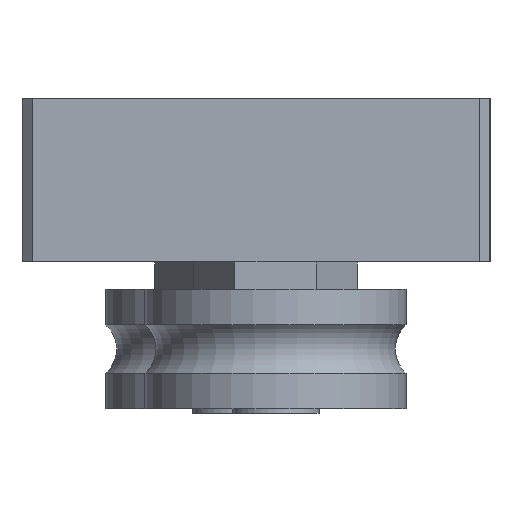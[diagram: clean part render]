
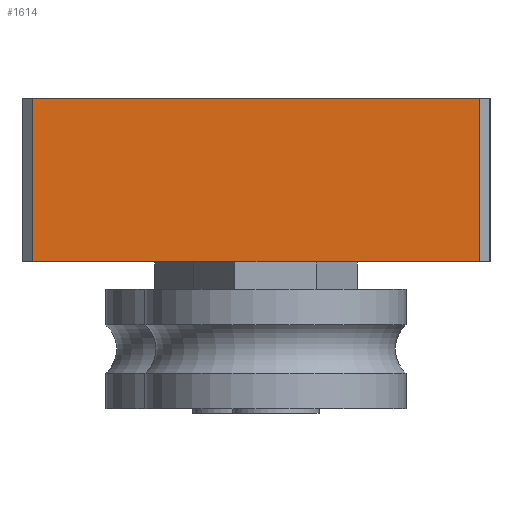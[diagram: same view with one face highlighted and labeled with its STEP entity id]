
A CAD part, left-side view. The second image highlights one B-rep face of the part: STEP entity #1614.
In plain terms, the highlighted planar face has unit normal (-1, 0, 0).
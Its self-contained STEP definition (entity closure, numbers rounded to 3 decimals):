
#290=FACE_OUTER_BOUND('',#394,.T.);
#394=EDGE_LOOP('',(#1135,#1136,#1137,#1138));
#545=LINE('',#2708,#661);
#546=LINE('',#2711,#662);
#547=LINE('',#2713,#663);
#548=LINE('',#2714,#664);
#661=VECTOR('',#2155,10.);
#662=VECTOR('',#2158,10.);
#663=VECTOR('',#2159,10.);
#664=VECTOR('',#2160,10.);
#774=VERTEX_POINT('',#2701);
#777=VERTEX_POINT('',#2706);
#778=VERTEX_POINT('',#2710);
#779=VERTEX_POINT('',#2712);
#921=EDGE_CURVE('',#777,#774,#545,.T.);
#922=EDGE_CURVE('',#778,#777,#546,.T.);
#923=EDGE_CURVE('',#779,#778,#547,.T.);
#924=EDGE_CURVE('',#774,#779,#548,.T.);
#1135=ORIENTED_EDGE('',*,*,#921,.F.);
#1136=ORIENTED_EDGE('',*,*,#922,.F.);
#1137=ORIENTED_EDGE('',*,*,#923,.F.);
#1138=ORIENTED_EDGE('',*,*,#924,.F.);
#1558=PLANE('',#1931);
#1614=ADVANCED_FACE('',(#290),#1558,.T.);
#1931=AXIS2_PLACEMENT_3D('',#2709,#2156,#2157);
#2155=DIRECTION('',(0.,0.,1.));
#2156=DIRECTION('center_axis',(-1.,0.,0.));
#2157=DIRECTION('ref_axis',(0.,-1.,0.));
#2158=DIRECTION('',(0.,1.,0.));
#2159=DIRECTION('',(0.,0.,-1.));
#2160=DIRECTION('',(0.,-1.,0.));
#2701=CARTESIAN_POINT('',(-60.,20.5,7.5));
#2706=CARTESIAN_POINT('',(-60.,20.5,-7.5));
#2708=CARTESIAN_POINT('',(-60.,20.5,0.));
#2709=CARTESIAN_POINT('Origin',(-60.,21.5,0.));
#2710=CARTESIAN_POINT('',(-60.,-20.5,-7.5));
#2711=CARTESIAN_POINT('',(-60.,21.5,-7.5));
#2712=CARTESIAN_POINT('',(-60.,-20.5,7.5));
#2713=CARTESIAN_POINT('',(-60.,-20.5,0.));
#2714=CARTESIAN_POINT('',(-60.,21.5,7.5));
